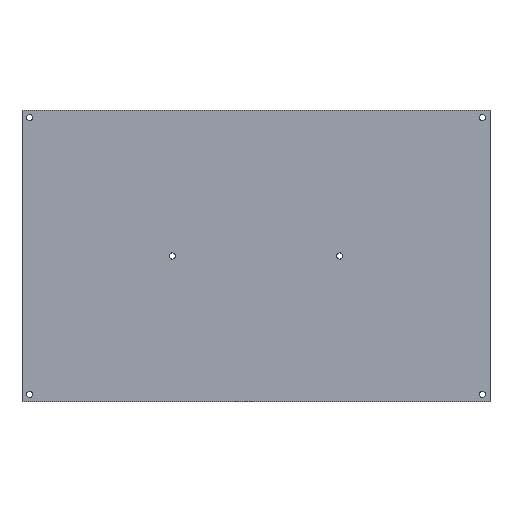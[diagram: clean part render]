
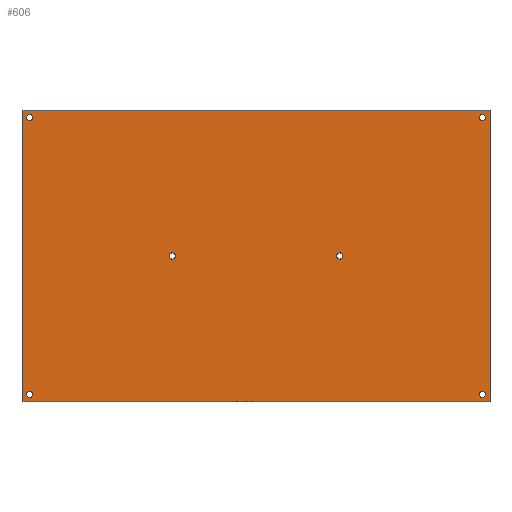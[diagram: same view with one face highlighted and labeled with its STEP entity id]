
A CAD part, front view. The second image highlights one B-rep face of the part: STEP entity #606.
In plain terms, the highlighted planar face has unit normal (0, -1, 0).
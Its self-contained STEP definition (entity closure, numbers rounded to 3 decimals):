
#130=CARTESIAN_POINT('',(121.371,13.,139.738));
#131=DIRECTION('',(0.,-1.,0.));
#132=DIRECTION('',(-1.,0.,0.));
#133=AXIS2_PLACEMENT_3D('',#130,#131,#132);
#139=CARTESIAN_POINT('',(121.371,13.,139.738));
#140=DIRECTION('',(0.,-1.,0.));
#141=DIRECTION('',(1.,0.,0.));
#142=AXIS2_PLACEMENT_3D('',#139,#140,#141);
#147=CARTESIAN_POINT('',(-48.629,13.,-25.262));
#148=DIRECTION('',(0.,-1.,0.));
#149=DIRECTION('',(-1.,0.,0.));
#150=AXIS2_PLACEMENT_3D('',#147,#148,#149);
#155=CARTESIAN_POINT('',(-48.629,13.,-25.262));
#156=DIRECTION('',(0.,-1.,0.));
#157=DIRECTION('',(1.,0.,0.));
#158=AXIS2_PLACEMENT_3D('',#155,#156,#157);
#163=CARTESIAN_POINT('',(-248.629,13.,-25.262));
#164=DIRECTION('',(0.,-1.,0.));
#165=DIRECTION('',(-1.,0.,0.));
#166=AXIS2_PLACEMENT_3D('',#163,#164,#165);
#171=CARTESIAN_POINT('',(-248.629,13.,-25.262));
#172=DIRECTION('',(0.,-1.,0.));
#173=DIRECTION('',(1.,0.,0.));
#174=AXIS2_PLACEMENT_3D('',#171,#172,#173);
#179=CARTESIAN_POINT('',(-418.629,13.,-190.262));
#180=DIRECTION('',(0.,-1.,0.));
#181=DIRECTION('',(-1.,0.,0.));
#182=AXIS2_PLACEMENT_3D('',#179,#180,#181);
#187=CARTESIAN_POINT('',(-418.629,13.,-190.262));
#188=DIRECTION('',(0.,-1.,0.));
#189=DIRECTION('',(1.,0.,0.));
#190=AXIS2_PLACEMENT_3D('',#187,#188,#189);
#195=CARTESIAN_POINT('',(-418.629,13.,139.738));
#196=DIRECTION('',(0.,-1.,0.));
#197=DIRECTION('',(-1.,0.,0.));
#198=AXIS2_PLACEMENT_3D('',#195,#196,#197);
#203=CARTESIAN_POINT('',(-418.629,13.,139.738));
#204=DIRECTION('',(0.,-1.,0.));
#205=DIRECTION('',(1.,0.,0.));
#206=AXIS2_PLACEMENT_3D('',#203,#204,#205);
#211=CARTESIAN_POINT('',(121.371,13.,-190.262));
#212=DIRECTION('',(0.,-1.,0.));
#213=DIRECTION('',(-1.,0.,0.));
#214=AXIS2_PLACEMENT_3D('',#211,#212,#213);
#219=CARTESIAN_POINT('',(121.371,13.,-190.262));
#220=DIRECTION('',(0.,-1.,0.));
#221=DIRECTION('',(1.,0.,0.));
#222=AXIS2_PLACEMENT_3D('',#219,#220,#221);
#227=DIRECTION('',(0.,0.,-1.));
#228=VECTOR('',#227,348.);
#229=CARTESIAN_POINT('',(130.371,13.,148.738));
#230=LINE('',#229,#228);
#234=DIRECTION('',(-1.,0.,0.));
#235=VECTOR('',#234,558.);
#236=CARTESIAN_POINT('',(130.371,13.,-199.262));
#237=LINE('',#236,#235);
#241=DIRECTION('',(0.,0.,1.));
#242=VECTOR('',#241,348.);
#243=CARTESIAN_POINT('',(-427.629,13.,-199.262));
#244=LINE('',#243,#242);
#248=DIRECTION('',(1.,0.,0.));
#249=VECTOR('',#248,558.);
#250=CARTESIAN_POINT('',(-427.629,13.,148.738));
#251=LINE('',#250,#249);
#491=CARTESIAN_POINT('',(117.721,13.,139.738));
#492=CARTESIAN_POINT('',(125.021,13.,139.738));
#493=VERTEX_POINT('',#491);
#494=VERTEX_POINT('',#492);
#495=CARTESIAN_POINT('',(-52.279,13.,-25.262));
#496=CARTESIAN_POINT('',(-44.979,13.,-25.262));
#497=VERTEX_POINT('',#495);
#498=VERTEX_POINT('',#496);
#499=CARTESIAN_POINT('',(-252.279,13.,-25.262));
#500=CARTESIAN_POINT('',(-244.979,13.,-25.262));
#501=VERTEX_POINT('',#499);
#502=VERTEX_POINT('',#500);
#503=CARTESIAN_POINT('',(-422.279,13.,-190.262));
#504=CARTESIAN_POINT('',(-414.979,13.,-190.262));
#505=VERTEX_POINT('',#503);
#506=VERTEX_POINT('',#504);
#507=CARTESIAN_POINT('',(-422.279,13.,139.738));
#508=CARTESIAN_POINT('',(-414.979,13.,139.738));
#509=VERTEX_POINT('',#507);
#510=VERTEX_POINT('',#508);
#511=CARTESIAN_POINT('',(117.721,13.,-190.262));
#512=CARTESIAN_POINT('',(125.021,13.,-190.262));
#513=VERTEX_POINT('',#511);
#514=VERTEX_POINT('',#512);
#515=CARTESIAN_POINT('',(130.371,13.,148.738));
#516=CARTESIAN_POINT('',(130.371,13.,-199.262));
#517=VERTEX_POINT('',#515);
#518=VERTEX_POINT('',#516);
#519=CARTESIAN_POINT('',(-427.629,13.,-199.262));
#520=VERTEX_POINT('',#519);
#521=CARTESIAN_POINT('',(-427.629,13.,148.738));
#522=VERTEX_POINT('',#521);
#555=CARTESIAN_POINT('',(0.,13.,0.));
#556=DIRECTION('',(0.,1.,0.));
#557=DIRECTION('',(-1.,0.,0.));
#558=AXIS2_PLACEMENT_3D('',#555,#556,#557);
#559=PLANE('',#558);
#561=ORIENTED_EDGE('',*,*,#560,.T.);
#563=ORIENTED_EDGE('',*,*,#562,.T.);
#565=ORIENTED_EDGE('',*,*,#564,.T.);
#567=ORIENTED_EDGE('',*,*,#566,.T.);
#568=EDGE_LOOP('',(#561,#563,#565,#567));
#569=FACE_OUTER_BOUND('',#568,.F.);
#571=ORIENTED_EDGE('',*,*,#570,.T.);
#573=ORIENTED_EDGE('',*,*,#572,.T.);
#574=EDGE_LOOP('',(#571,#573));
#575=FACE_BOUND('',#574,.F.);
#577=ORIENTED_EDGE('',*,*,#576,.T.);
#579=ORIENTED_EDGE('',*,*,#578,.T.);
#580=EDGE_LOOP('',(#577,#579));
#581=FACE_BOUND('',#580,.F.);
#583=ORIENTED_EDGE('',*,*,#582,.T.);
#585=ORIENTED_EDGE('',*,*,#584,.T.);
#586=EDGE_LOOP('',(#583,#585));
#587=FACE_BOUND('',#586,.F.);
#589=ORIENTED_EDGE('',*,*,#588,.T.);
#591=ORIENTED_EDGE('',*,*,#590,.T.);
#592=EDGE_LOOP('',(#589,#591));
#593=FACE_BOUND('',#592,.F.);
#595=ORIENTED_EDGE('',*,*,#594,.T.);
#597=ORIENTED_EDGE('',*,*,#596,.T.);
#598=EDGE_LOOP('',(#595,#597));
#599=FACE_BOUND('',#598,.F.);
#601=ORIENTED_EDGE('',*,*,#600,.T.);
#603=ORIENTED_EDGE('',*,*,#602,.T.);
#604=EDGE_LOOP('',(#601,#603));
#605=FACE_BOUND('',#604,.F.);
#134=CIRCLE('',#133,3.65);
#143=CIRCLE('',#142,3.65);
#151=CIRCLE('',#150,3.65);
#159=CIRCLE('',#158,3.65);
#167=CIRCLE('',#166,3.65);
#175=CIRCLE('',#174,3.65);
#183=CIRCLE('',#182,3.65);
#191=CIRCLE('',#190,3.65);
#199=CIRCLE('',#198,3.65);
#207=CIRCLE('',#206,3.65);
#215=CIRCLE('',#214,3.65);
#223=CIRCLE('',#222,3.65);
#560=EDGE_CURVE('',#517,#518,#230,.T.);
#562=EDGE_CURVE('',#518,#520,#237,.T.);
#564=EDGE_CURVE('',#520,#522,#244,.T.);
#566=EDGE_CURVE('',#522,#517,#251,.T.);
#570=EDGE_CURVE('',#497,#498,#151,.T.);
#572=EDGE_CURVE('',#498,#497,#159,.T.);
#576=EDGE_CURVE('',#501,#502,#167,.T.);
#578=EDGE_CURVE('',#502,#501,#175,.T.);
#582=EDGE_CURVE('',#505,#506,#183,.T.);
#584=EDGE_CURVE('',#506,#505,#191,.T.);
#588=EDGE_CURVE('',#509,#510,#199,.T.);
#590=EDGE_CURVE('',#510,#509,#207,.T.);
#594=EDGE_CURVE('',#513,#514,#215,.T.);
#596=EDGE_CURVE('',#514,#513,#223,.T.);
#600=EDGE_CURVE('',#493,#494,#134,.T.);
#602=EDGE_CURVE('',#494,#493,#143,.T.);
#606=ADVANCED_FACE('',(#569,#575,#581,#587,#593,#599,#605),#559,.F.);
